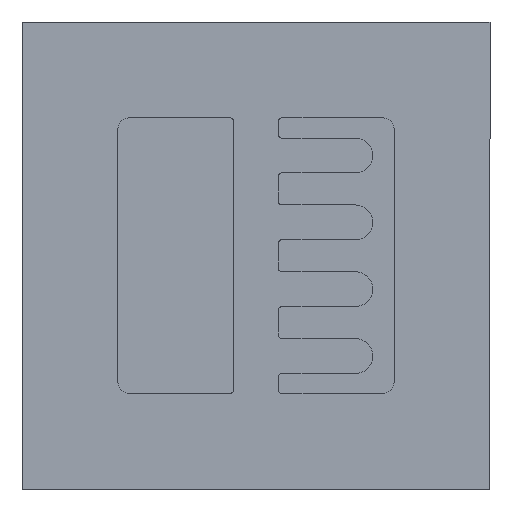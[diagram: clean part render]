
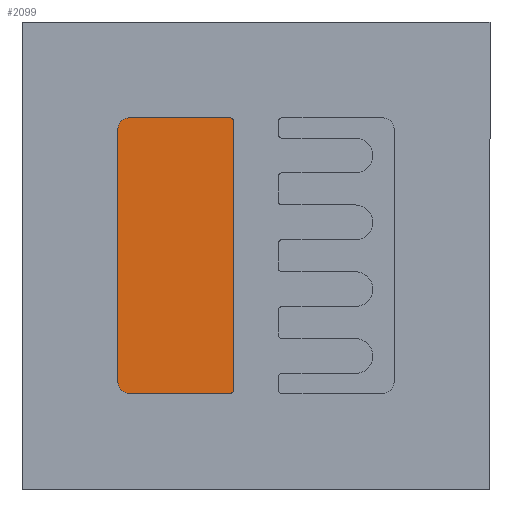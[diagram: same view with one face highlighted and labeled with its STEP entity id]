
A CAD part, front view. The second image highlights one B-rep face of the part: STEP entity #2099.
In plain terms, the highlighted planar face has unit normal (0, -1, 0).
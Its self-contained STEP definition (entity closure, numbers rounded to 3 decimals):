
#16 = VECTOR ( 'NONE', #1548, 1000. ) ;
#59 = VERTEX_POINT ( 'NONE', #681 ) ;
#71 = AXIS2_PLACEMENT_3D ( 'NONE', #1148, #961, #152 ) ;
#102 = DIRECTION ( 'NONE',  ( 0., 0., -1. ) ) ;
#115 = CARTESIAN_POINT ( 'NONE',  ( -0.117, -0.001, -0.6 ) ) ;
#135 = ORIENTED_EDGE ( 'NONE', *, *, #1939, .T. ) ;
#152 = DIRECTION ( 'NONE',  ( 0., 0., -1. ) ) ;
#167 = CARTESIAN_POINT ( 'NONE',  ( -0.1, -0.001, -0.6 ) ) ;
#172 = LINE ( 'NONE', #257, #1880 ) ;
#257 = CARTESIAN_POINT ( 'NONE',  ( -0.62, -0.001, 0.62 ) ) ;
#264 = DIRECTION ( 'NONE',  ( 0., -1., 0. ) ) ;
#283 = DIRECTION ( 'NONE',  ( 0., -1., 0. ) ) ;
#303 = CIRCLE ( 'NONE', #2069, 0.017 ) ;
#343 = CARTESIAN_POINT ( 'NONE',  ( -0.1, -0.001, 0.62 ) ) ;
#363 = DIRECTION ( 'NONE',  ( 0., 0., 1. ) ) ;
#368 = EDGE_CURVE ( 'NONE', #1371, #1559, #303, .T. ) ;
#369 = CARTESIAN_POINT ( 'NONE',  ( -0.62, -0.001, -0.565 ) ) ;
#397 = EDGE_CURVE ( 'NONE', #59, #1468, #1990, .T. ) ;
#421 = AXIS2_PLACEMENT_3D ( 'NONE', #1655, #962, #631 ) ;
#510 = VERTEX_POINT ( 'NONE', #2142 ) ;
#529 = AXIS2_PLACEMENT_3D ( 'NONE', #1631, #283, #1967 ) ;
#534 = CARTESIAN_POINT ( 'NONE',  ( -0.62, -0.001, -0.617 ) ) ;
#600 = EDGE_CURVE ( 'NONE', #1468, #1796, #1192, .T. ) ;
#603 = CARTESIAN_POINT ( 'NONE',  ( -0.62, -0.001, 0.568 ) ) ;
#629 = CARTESIAN_POINT ( 'NONE',  ( -0.62, -0.001, 0.62 ) ) ;
#631 = DIRECTION ( 'NONE',  ( 0., 0., -1. ) ) ;
#681 = CARTESIAN_POINT ( 'NONE',  ( -0.1, -0.001, 0.603 ) ) ;
#697 = ORIENTED_EDGE ( 'NONE', *, *, #1071, .T. ) ;
#721 = CIRCLE ( 'NONE', #529, 0.052 ) ;
#724 = ORIENTED_EDGE ( 'NONE', *, *, #1648, .T. ) ;
#786 = DIRECTION ( 'NONE',  ( 0., 0., -1. ) ) ;
#808 = ORIENTED_EDGE ( 'NONE', *, *, #1442, .T. ) ;
#958 = ORIENTED_EDGE ( 'NONE', *, *, #397, .T. ) ;
#961 = DIRECTION ( 'NONE',  ( 0., -1., 0. ) ) ;
#962 = DIRECTION ( 'NONE',  ( 0., -1., 0. ) ) ;
#1038 = VERTEX_POINT ( 'NONE', #603 ) ;
#1058 = CIRCLE ( 'NONE', #71, 0.052 ) ;
#1071 = EDGE_CURVE ( 'NONE', #1038, #1772, #172, .T. ) ;
#1125 = EDGE_CURVE ( 'NONE', #510, #1371, #1963, .T. ) ;
#1148 = CARTESIAN_POINT ( 'NONE',  ( -0.568, -0.001, -0.565 ) ) ;
#1158 = CARTESIAN_POINT ( 'NONE',  ( -0.117, -0.001, -0.617 ) ) ;
#1192 = LINE ( 'NONE', #629, #2043 ) ;
#1251 = CARTESIAN_POINT ( 'NONE',  ( -0.568, -0.001, 0.62 ) ) ;
#1260 = DIRECTION ( 'NONE',  ( 0., 0., -1. ) ) ;
#1292 = ORIENTED_EDGE ( 'NONE', *, *, #368, .T. ) ;
#1322 = FACE_OUTER_BOUND ( 'NONE', #1818, .T. ) ;
#1371 = VERTEX_POINT ( 'NONE', #1158 ) ;
#1372 = ORIENTED_EDGE ( 'NONE', *, *, #1125, .T. ) ;
#1442 = EDGE_CURVE ( 'NONE', #1772, #510, #1058, .T. ) ;
#1468 = VERTEX_POINT ( 'NONE', #1654 ) ;
#1470 = PLANE ( 'NONE',  #421 ) ;
#1548 = DIRECTION ( 'NONE',  ( 1., 0., 0. ) ) ;
#1559 = VERTEX_POINT ( 'NONE', #167 ) ;
#1631 = CARTESIAN_POINT ( 'NONE',  ( -0.568, -0.001, 0.568 ) ) ;
#1648 = EDGE_CURVE ( 'NONE', #1559, #59, #2060, .T. ) ;
#1654 = CARTESIAN_POINT ( 'NONE',  ( -0.117, -0.001, 0.62 ) ) ;
#1655 = CARTESIAN_POINT ( 'NONE',  ( -1.05, -0.001, 1.05 ) ) ;
#1684 = AXIS2_PLACEMENT_3D ( 'NONE', #1798, #264, #786 ) ;
#1772 = VERTEX_POINT ( 'NONE', #369 ) ;
#1782 = VECTOR ( 'NONE', #363, 1000. ) ;
#1783 = DIRECTION ( 'NONE',  ( 0., -1., 0. ) ) ;
#1796 = VERTEX_POINT ( 'NONE', #1251 ) ;
#1798 = CARTESIAN_POINT ( 'NONE',  ( -0.117, -0.001, 0.603 ) ) ;
#1818 = EDGE_LOOP ( 'NONE', ( #1372, #1292, #724, #958, #1910, #135, #697, #808 ) ) ;
#1819 = DIRECTION ( 'NONE',  ( -1., 0., 0. ) ) ;
#1880 = VECTOR ( 'NONE', #102, 1000. ) ;
#1910 = ORIENTED_EDGE ( 'NONE', *, *, #600, .T. ) ;
#1939 = EDGE_CURVE ( 'NONE', #1796, #1038, #721, .T. ) ;
#1963 = LINE ( 'NONE', #534, #16 ) ;
#1967 = DIRECTION ( 'NONE',  ( 0., 0., -1. ) ) ;
#1990 = CIRCLE ( 'NONE', #1684, 0.017 ) ;
#2043 = VECTOR ( 'NONE', #1819, 1000. ) ;
#2060 = LINE ( 'NONE', #343, #1782 ) ;
#2069 = AXIS2_PLACEMENT_3D ( 'NONE', #115, #1783, #1260 ) ;
#2099 = ADVANCED_FACE ( 'NONE', ( #1322 ), #1470, .T. ) ;
#2142 = CARTESIAN_POINT ( 'NONE',  ( -0.568, -0.001, -0.617 ) ) ;
